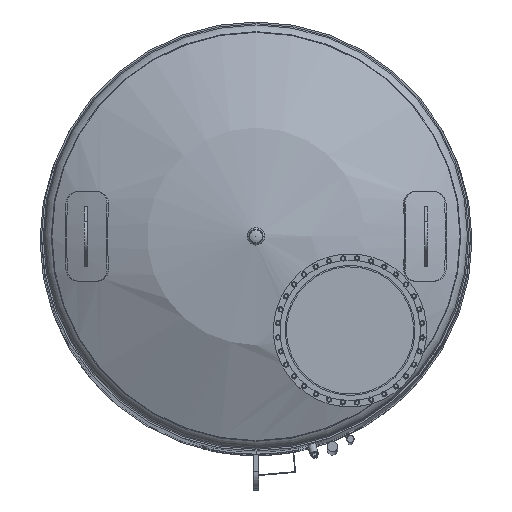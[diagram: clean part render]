
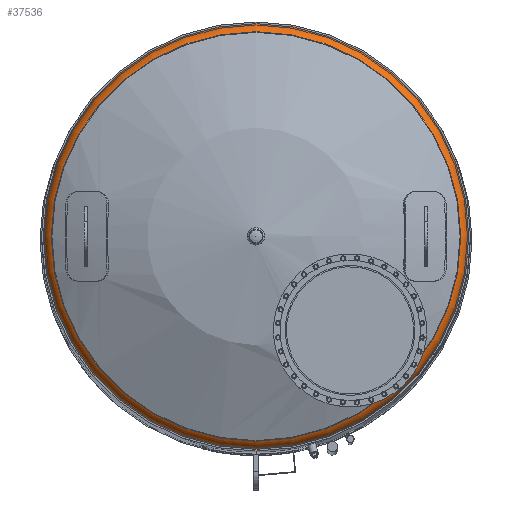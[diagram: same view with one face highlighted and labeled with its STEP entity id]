
A CAD part, top view. The second image highlights one B-rep face of the part: STEP entity #37536.
In plain terms, the highlighted toroidal (fillet/blend) face has major radius 927.333 mm and minor radius 72.667 mm.
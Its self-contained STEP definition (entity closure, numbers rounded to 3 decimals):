
#37310=CARTESIAN_POINT('',(-962.188,0.,9384.762));
#37311=VERTEX_POINT('',#37310);
#37312=CARTESIAN_POINT('',(0.,0.,9384.762));
#37313=DIRECTION('',(0.0,0.0,-1.0));
#37314=DIRECTION('',(-1.0,0.0,0.0));
#37315=AXIS2_PLACEMENT_3D('',#37312,#37313,#37314);
#37316=CIRCLE('',#37315,962.188);
#37317=EDGE_CURVE('',#37311,#37311,#37316,.T.);
#37517=CARTESIAN_POINT('',(0.,0.,9321.));
#37518=DIRECTION('',(0.,0.,-1.0));
#37519=DIRECTION('',(0.0,-1.0,0.0));
#37520=AXIS2_PLACEMENT_3D('',#37517,#37518,#37519);
#37521=TOROIDAL_SURFACE('',#37520,927.333,72.667);
#37522=CARTESIAN_POINT('',(-1000.,0.,9321.));
#37523=VERTEX_POINT('',#37522);
#37524=CARTESIAN_POINT('',(0.,0.,9321.));
#37525=DIRECTION('',(0.0,0.0,-1.0));
#37526=DIRECTION('',(-1.0,0.0,0.0));
#37527=AXIS2_PLACEMENT_3D('',#37524,#37525,#37526);
#37528=CIRCLE('',#37527,1000.);
#37529=EDGE_CURVE('',#37523,#37523,#37528,.T.);
#37530=ORIENTED_EDGE('',*,*,#37529,.F.);
#37531=EDGE_LOOP('',(#37530));
#37532=FACE_OUTER_BOUND('',#37531,.T.);
#37533=ORIENTED_EDGE('',*,*,#37317,.T.);
#37534=EDGE_LOOP('',(#37533));
#37535=FACE_BOUND('',#37534,.T.);
#37536=ADVANCED_FACE('',(#37532,#37535),#37521,.T.);
